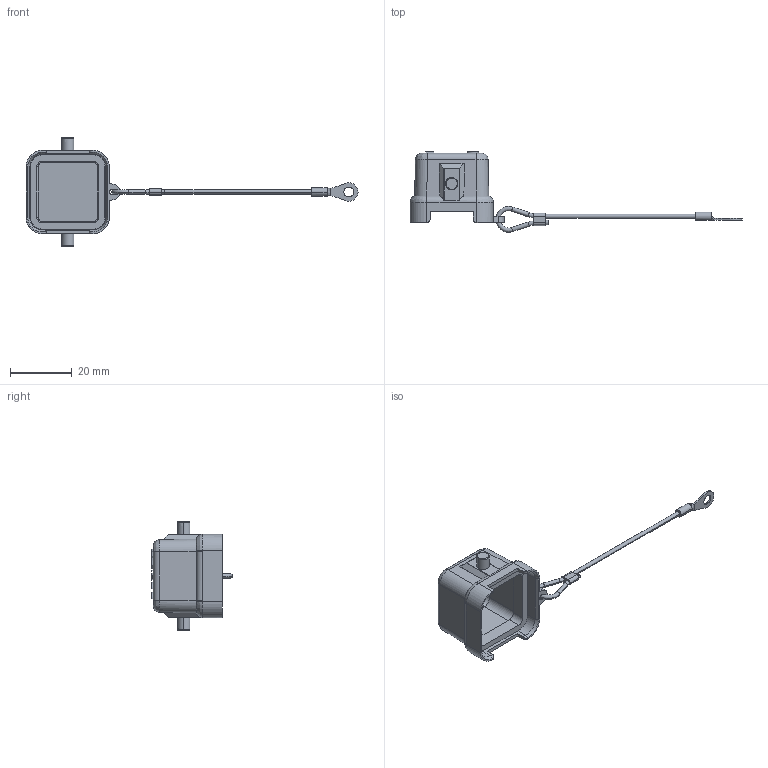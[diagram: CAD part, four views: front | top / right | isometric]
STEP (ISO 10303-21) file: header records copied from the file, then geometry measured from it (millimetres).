
FILE_DESCRIPTION((''),'2;1');
FILE_NAME('H3A-CV-2B_2F_V1_0','2023-12-14T',('lj.zou'),(''),'PRO/ENGINEER BY PARAMETRIC TECHNOLOGY CORPORATION, 2012480','PRO/ENGINEER BY PARAMETRIC TECHNOLOGY CORPORATION, 2012480','');
FILE_SCHEMA(('CONFIG_CONTROL_DESIGN'));
Length unit declared in the file: millimetre
Products named in the file (1): H3A-CV-2B_2F_V1_0
Bounding box: 107.46 x 26.1 x 35 mm (x, y, z)
Volume: 4036.3 mm3; surface area: 6333 mm2
Topology: 1 solids, 1 shells, 260 faces, 669 edges, 427 vertices
Faces by surface type: plane 126, cylinder 95, bspline 24, torus 14, extrusion 1
Entity records: 9480 total; most frequent: CARTESIAN_POINT 3197, ORIENTED_EDGE 1338, DIRECTION 1241, EDGE_CURVE 669, VERTEX_POINT 427, AXIS2_PLACEMENT_3D 421, VECTOR 399, LINE 398
